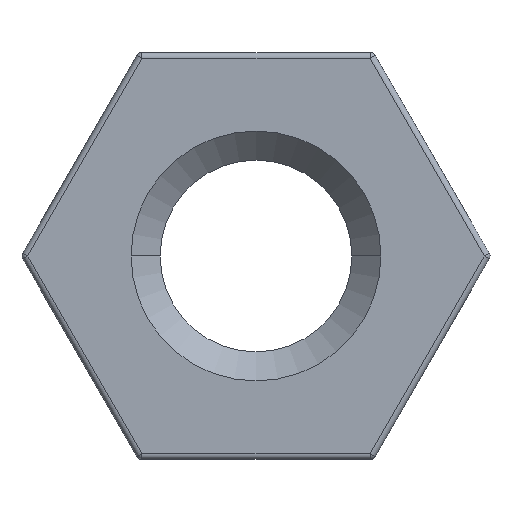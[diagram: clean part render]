
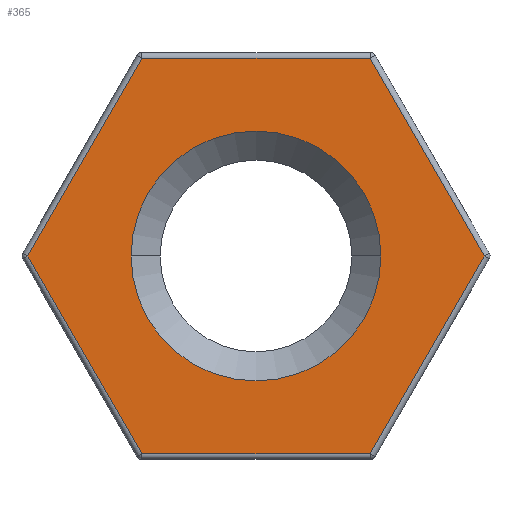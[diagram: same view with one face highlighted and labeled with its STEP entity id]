
A CAD part, left-side view. The second image highlights one B-rep face of the part: STEP entity #365.
In plain terms, the highlighted planar face has unit normal (-1, 0, 0).
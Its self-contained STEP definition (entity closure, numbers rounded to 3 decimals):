
#4 = VECTOR ( 'NONE', #443, 1000. ) ;
#47 = LINE ( 'NONE', #1054, #558 ) ;
#51 = VECTOR ( 'NONE', #1090, 1000. ) ;
#53 = LINE ( 'NONE', #1080, #51 ) ;
#76 = VECTOR ( 'NONE', #1154, 1000. ) ;
#82 = AXIS2_PLACEMENT_3D ( 'NONE', #1055, #1051, #1268 ) ;
#84 = AXIS2_PLACEMENT_3D ( 'NONE', #1023, #1031, #1029 ) ;
#129 = VECTOR ( 'NONE', #1240, 1000. ) ;
#133 = LINE ( 'NONE', #543, #129 ) ;
#151 = VECTOR ( 'NONE', #1007, 1000. ) ;
#156 = LINE ( 'NONE', #1057, #151 ) ;
#161 = AXIS2_PLACEMENT_3D ( 'NONE', #590, #783, #796 ) ;
#166 = CARTESIAN_POINT ( 'NONE',  ( 0., -2.944, 1.7 ) ) ;
#175 = CIRCLE ( 'NONE', #82, 2.15 ) ;
#189 = PLANE ( 'NONE',  #161 ) ;
#196 = CIRCLE ( 'NONE', #84, 2.15 ) ;
#262 = LINE ( 'NONE', #166, #4 ) ;
#264 = FACE_BOUND ( 'NONE', #933, .T. ) ;
#270 = FACE_OUTER_BOUND ( 'NONE', #929, .T. ) ;
#365 = ADVANCED_FACE ( 'NONE', ( #270, #264 ), #189, .F. ) ;
#378 = EDGE_CURVE ( 'NONE', #404, #764, #262, .T. ) ;
#404 = VERTEX_POINT ( 'NONE', #1161 ) ;
#443 = DIRECTION ( 'NONE',  ( 0., 0.5, 0.866 ) ) ;
#447 = ORIENTED_EDGE ( 'NONE', *, *, #378, .T. ) ;
#453 = ORIENTED_EDGE ( 'NONE', *, *, #624, .T. ) ;
#456 = ORIENTED_EDGE ( 'NONE', *, *, #583, .T. ) ;
#458 = ORIENTED_EDGE ( 'NONE', *, *, #485, .T. ) ;
#461 = ORIENTED_EDGE ( 'NONE', *, *, #649, .T. ) ;
#462 = ORIENTED_EDGE ( 'NONE', *, *, #512, .T. ) ;
#464 = ORIENTED_EDGE ( 'NONE', *, *, #472, .T. ) ;
#466 = ORIENTED_EDGE ( 'NONE', *, *, #475, .T. ) ;
#472 = EDGE_CURVE ( 'NONE', #1014, #983, #196, .T. ) ;
#475 = EDGE_CURVE ( 'NONE', #983, #1014, #175, .T. ) ;
#485 = EDGE_CURVE ( 'NONE', #544, #935, #156, .T. ) ;
#512 = EDGE_CURVE ( 'NONE', #843, #404, #133, .T. ) ;
#543 = CARTESIAN_POINT ( 'NONE',  ( 0., -2.944, -1.7 ) ) ;
#544 = VERTEX_POINT ( 'NONE', #1255 ) ;
#546 = LINE ( 'NONE', #1151, #76 ) ;
#558 = VECTOR ( 'NONE', #1088, 1000. ) ;
#560 = CARTESIAN_POINT ( 'NONE',  ( 0., 2.15, 0. ) ) ;
#583 = EDGE_CURVE ( 'NONE', #774, #544, #546, .T. ) ;
#590 = CARTESIAN_POINT ( 'NONE',  ( 0., 0., 0. ) ) ;
#614 = CARTESIAN_POINT ( 'NONE',  ( 0., -2.15, 0. ) ) ;
#624 = EDGE_CURVE ( 'NONE', #764, #774, #53, .T. ) ;
#641 = CARTESIAN_POINT ( 'NONE',  ( 0., 1.963, -3.4 ) ) ;
#649 = EDGE_CURVE ( 'NONE', #935, #843, #47, .T. ) ;
#764 = VERTEX_POINT ( 'NONE', #793 ) ;
#774 = VERTEX_POINT ( 'NONE', #800 ) ;
#775 = CARTESIAN_POINT ( 'NONE',  ( 0., -1.963, -3.4 ) ) ;
#783 = DIRECTION ( 'NONE',  ( 1., 0., 0. ) ) ;
#793 = CARTESIAN_POINT ( 'NONE',  ( 0., -1.963, 3.4 ) ) ;
#796 = DIRECTION ( 'NONE',  ( 0., 1., 0. ) ) ;
#800 = CARTESIAN_POINT ( 'NONE',  ( 0., 1.963, 3.4 ) ) ;
#843 = VERTEX_POINT ( 'NONE', #775 ) ;
#929 = EDGE_LOOP ( 'NONE', ( #447, #453, #456, #458, #461, #462 ) ) ;
#933 = EDGE_LOOP ( 'NONE', ( #464, #466 ) ) ;
#935 = VERTEX_POINT ( 'NONE', #641 ) ;
#983 = VERTEX_POINT ( 'NONE', #614 ) ;
#1007 = DIRECTION ( 'NONE',  ( 0., -0.5, -0.866 ) ) ;
#1014 = VERTEX_POINT ( 'NONE', #560 ) ;
#1023 = CARTESIAN_POINT ( 'NONE',  ( 0., 0., 0. ) ) ;
#1029 = DIRECTION ( 'NONE',  ( 0., 1., 0. ) ) ;
#1031 = DIRECTION ( 'NONE',  ( 1., 0., 0. ) ) ;
#1051 = DIRECTION ( 'NONE',  ( 1., 0., 0. ) ) ;
#1054 = CARTESIAN_POINT ( 'NONE',  ( 0., 0., -3.4 ) ) ;
#1055 = CARTESIAN_POINT ( 'NONE',  ( 0., 0., 0. ) ) ;
#1057 = CARTESIAN_POINT ( 'NONE',  ( 0., 2.944, -1.7 ) ) ;
#1080 = CARTESIAN_POINT ( 'NONE',  ( 0., 0., 3.4 ) ) ;
#1088 = DIRECTION ( 'NONE',  ( 0., -1., 0. ) ) ;
#1090 = DIRECTION ( 'NONE',  ( 0., 1., 0. ) ) ;
#1151 = CARTESIAN_POINT ( 'NONE',  ( 0., 2.944, 1.7 ) ) ;
#1154 = DIRECTION ( 'NONE',  ( 0., 0.5, -0.866 ) ) ;
#1161 = CARTESIAN_POINT ( 'NONE',  ( 0., -3.926, 0. ) ) ;
#1240 = DIRECTION ( 'NONE',  ( 0., -0.5, 0.866 ) ) ;
#1255 = CARTESIAN_POINT ( 'NONE',  ( 0., 3.926, 0. ) ) ;
#1268 = DIRECTION ( 'NONE',  ( 0., 1., 0. ) ) ;
